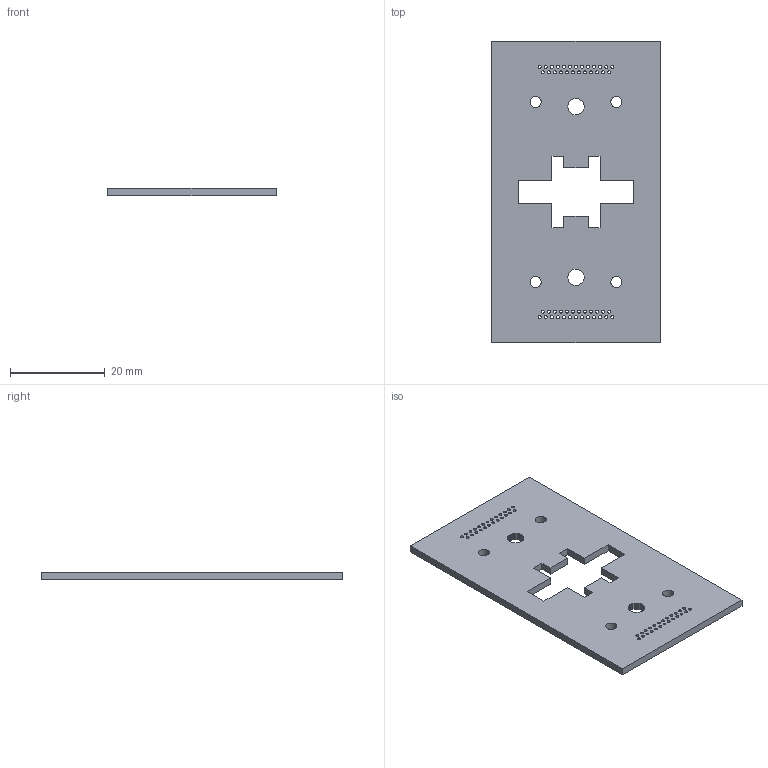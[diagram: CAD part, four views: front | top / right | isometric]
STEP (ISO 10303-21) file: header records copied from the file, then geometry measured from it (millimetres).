
FILE_DESCRIPTION(('KiCad electronic assembly'),'2;1');
FILE_NAME('micro-d-tes-aaray_new_test.step','2023-09-14T16:59:44',( 'Pcbnew'),('Kicad'),'Open CASCADE STEP processor 7.6', 'KiCad to STEP converter','Unknown');
FILE_SCHEMA(('AUTOMOTIVE_DESIGN { 1 0 10303 214 1 1 1 1 }'));
Length unit declared in the file: millimetre
Products named in the file (2): micro-d-tes-aaray_new_test 1; micro-d-tes-aaray PCB
Assembly tree (1 placements, depth 2):
  micro-d-tes-aaray_new_test 1
    micro-d-tes-aaray PCB
Bounding box: 35.5 x 63.5 x 1.58 mm (x, y, z)
Volume: 3170 mm3; surface area: 4696.8 mm2
Topology: 1 solids, 1 shells, 162 faces, 480 edges, 320 vertices
Faces by surface type: plane 108, cylinder 54
Full cylindrical faces by diameter (mm): 0.61 x50, 2.3 x4
Entity records: 12251 total; most frequent: CARTESIAN_POINT 2572, DIRECTION 1768, LINE 1224, VECTOR 1224, ORIENTED_EDGE 960, PCURVE 960, DEFINITIONAL_REPRESENTATION 960, EDGE_CURVE 480
